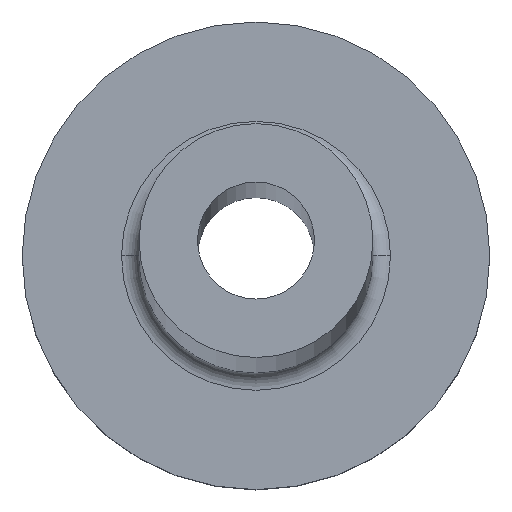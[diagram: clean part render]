
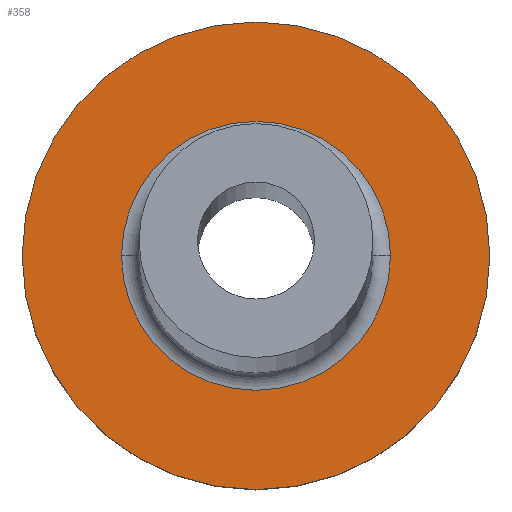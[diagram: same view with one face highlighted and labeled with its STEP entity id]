
A CAD part, top view. The second image highlights one B-rep face of the part: STEP entity #358.
In plain terms, the highlighted planar face has unit normal (0, 0, 1).
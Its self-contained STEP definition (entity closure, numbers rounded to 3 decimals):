
#8 = CARTESIAN_POINT ( 'NONE',  ( 4., 0., 3. ) ) ;
#20 = DIRECTION ( 'NONE',  ( 0., 0., 1. ) ) ;
#23 = ORIENTED_EDGE ( 'NONE', *, *, #331, .T. ) ;
#45 = DIRECTION ( 'NONE',  ( 1., 0., 0. ) ) ;
#53 = FACE_OUTER_BOUND ( 'NONE', #213, .T. ) ;
#62 = CIRCLE ( 'NONE', #368, 4. ) ;
#73 = CIRCLE ( 'NONE', #104, 4. ) ;
#75 = DIRECTION ( 'NONE',  ( 1., 0., 0. ) ) ;
#77 = CARTESIAN_POINT ( 'NONE',  ( 0., 0., 3. ) ) ;
#88 = ORIENTED_EDGE ( 'NONE', *, *, #252, .T. ) ;
#89 = VERTEX_POINT ( 'NONE', #150 ) ;
#104 = AXIS2_PLACEMENT_3D ( 'NONE', #121, #234, #154 ) ;
#121 = CARTESIAN_POINT ( 'NONE',  ( 0., 0., 3. ) ) ;
#134 = VERTEX_POINT ( 'NONE', #232 ) ;
#136 = CIRCLE ( 'NONE', #215, 2.3 ) ;
#143 = EDGE_CURVE ( 'NONE', #89, #279, #73, .T. ) ;
#150 = CARTESIAN_POINT ( 'NONE',  ( -4., 0., 3. ) ) ;
#154 = DIRECTION ( 'NONE',  ( 1., 0., 0. ) ) ;
#161 = DIRECTION ( 'NONE',  ( 1., 0., 0. ) ) ;
#165 = VERTEX_POINT ( 'NONE', #244 ) ;
#166 = AXIS2_PLACEMENT_3D ( 'NONE', #218, #302, #161 ) ;
#189 = DIRECTION ( 'NONE',  ( 0., 0., 1. ) ) ;
#197 = AXIS2_PLACEMENT_3D ( 'NONE', #253, #20, #370 ) ;
#213 = EDGE_LOOP ( 'NONE', ( #377, #88 ) ) ;
#215 = AXIS2_PLACEMENT_3D ( 'NONE', #265, #267, #45 ) ;
#218 = CARTESIAN_POINT ( 'NONE',  ( 0., 0., 3. ) ) ;
#232 = CARTESIAN_POINT ( 'NONE',  ( -2.3, 0., 3. ) ) ;
#234 = DIRECTION ( 'NONE',  ( 0., 0., 1. ) ) ;
#240 = EDGE_CURVE ( 'NONE', #134, #165, #136, .T. ) ;
#244 = CARTESIAN_POINT ( 'NONE',  ( 2.3, 0., 3. ) ) ;
#252 = EDGE_CURVE ( 'NONE', #279, #89, #62, .T. ) ;
#253 = CARTESIAN_POINT ( 'NONE',  ( 0., 0., 3. ) ) ;
#254 = ORIENTED_EDGE ( 'NONE', *, *, #240, .T. ) ;
#265 = CARTESIAN_POINT ( 'NONE',  ( 0., 0., 3. ) ) ;
#267 = DIRECTION ( 'NONE',  ( 0., 0., -1. ) ) ;
#279 = VERTEX_POINT ( 'NONE', #8 ) ;
#302 = DIRECTION ( 'NONE',  ( 0., 0., -1. ) ) ;
#303 = PLANE ( 'NONE',  #197 ) ;
#320 = EDGE_LOOP ( 'NONE', ( #23, #254 ) ) ;
#322 = CIRCLE ( 'NONE', #166, 2.3 ) ;
#331 = EDGE_CURVE ( 'NONE', #165, #134, #322, .T. ) ;
#335 = FACE_BOUND ( 'NONE', #320, .T. ) ;
#358 = ADVANCED_FACE ( 'NONE', ( #335, #53 ), #303, .T. ) ;
#368 = AXIS2_PLACEMENT_3D ( 'NONE', #77, #189, #75 ) ;
#370 = DIRECTION ( 'NONE',  ( 1., 0., 0. ) ) ;
#377 = ORIENTED_EDGE ( 'NONE', *, *, #143, .T. ) ;
